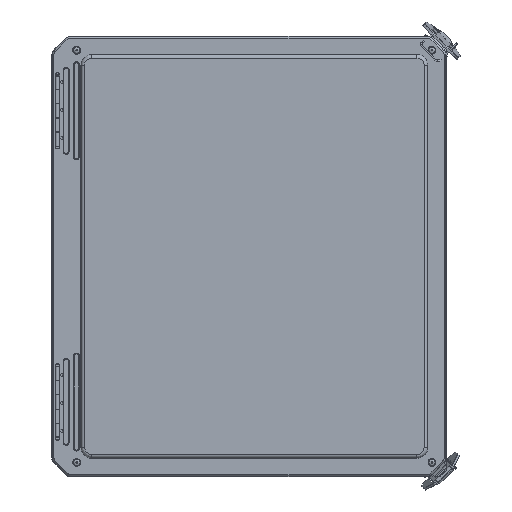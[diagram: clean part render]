
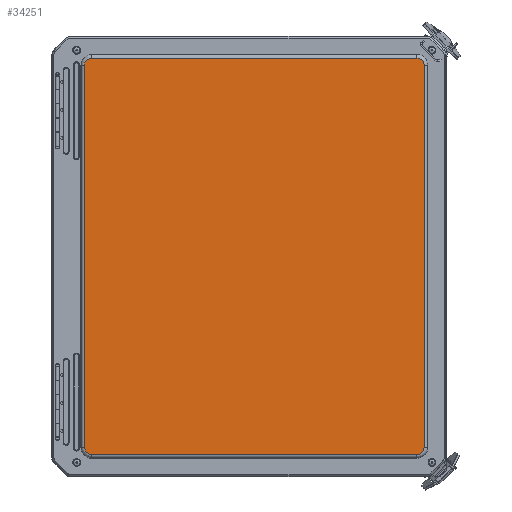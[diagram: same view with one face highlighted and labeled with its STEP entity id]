
A CAD part, top view. The second image highlights one B-rep face of the part: STEP entity #34251.
In plain terms, the highlighted face is planar.
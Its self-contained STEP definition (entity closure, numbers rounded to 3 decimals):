
#1330=ELLIPSE('',#38187,0.25,0.25);
#1333=ELLIPSE('',#38191,0.25,0.25);
#1334=ELLIPSE('',#38197,0.25,0.25);
#1337=ELLIPSE('',#38201,0.25,0.25);
#4647=LINE('',#78330,#7110);
#4649=LINE('',#78483,#7112);
#4652=LINE('',#78490,#7115);
#4654=LINE('',#78638,#7117);
#7110=VECTOR('',#47774,11.433);
#7112=VECTOR('',#47794,13.433);
#7115=VECTOR('',#47801,13.433);
#7117=VECTOR('',#47817,11.433);
#8043=PLANE('',#38207);
#10144=FACE_OUTER_BOUND('',#12358,.T.);
#12358=EDGE_LOOP('',(#30976,#30977,#30978,#30979,#30980,#30981,#30982,#30983));
#16774=VERTEX_POINT('',#78327);
#16775=VERTEX_POINT('',#78329);
#16778=VERTEX_POINT('',#78407);
#16779=VERTEX_POINT('',#78474);
#16782=VERTEX_POINT('',#78481);
#16783=VERTEX_POINT('',#78486);
#16786=VERTEX_POINT('',#78555);
#16787=VERTEX_POINT('',#78631);
#21563=EDGE_CURVE('',#16774,#16775,#4647,.T.);
#21567=EDGE_CURVE('',#16778,#16774,#1330,.T.);
#21571=EDGE_CURVE('',#16775,#16779,#1333,.T.);
#21573=EDGE_CURVE('',#16782,#16778,#4649,.T.);
#21577=EDGE_CURVE('',#16779,#16783,#4652,.T.);
#21579=EDGE_CURVE('',#16786,#16782,#1334,.T.);
#21583=EDGE_CURVE('',#16783,#16787,#1337,.T.);
#21585=EDGE_CURVE('',#16787,#16786,#4654,.T.);
#30976=ORIENTED_EDGE('',*,*,#21563,.F.);
#30977=ORIENTED_EDGE('',*,*,#21567,.F.);
#30978=ORIENTED_EDGE('',*,*,#21573,.F.);
#30979=ORIENTED_EDGE('',*,*,#21579,.F.);
#30980=ORIENTED_EDGE('',*,*,#21585,.F.);
#30981=ORIENTED_EDGE('',*,*,#21583,.F.);
#30982=ORIENTED_EDGE('',*,*,#21577,.F.);
#30983=ORIENTED_EDGE('',*,*,#21571,.F.);
#34251=ADVANCED_FACE('',(#10144),#8043,.F.);
#38187=AXIS2_PLACEMENT_3D('',#78409,#47780,#47781);
#38191=AXIS2_PLACEMENT_3D('',#78478,#47788,#47789);
#38197=AXIS2_PLACEMENT_3D('',#78557,#47804,#47805);
#38201=AXIS2_PLACEMENT_3D('',#78635,#47812,#47813);
#38207=AXIS2_PLACEMENT_3D('',#78648,#47831,#47832);
#47774=DIRECTION('',(1.,0.,0.));
#47780=DIRECTION('center_axis',(0.,0.,1.));
#47781=DIRECTION('ref_axis',(-0.707,-0.707,0.));
#47788=DIRECTION('center_axis',(0.,0.,1.));
#47789=DIRECTION('ref_axis',(0.707,-0.707,0.));
#47794=DIRECTION('',(0.,-1.,0.));
#47801=DIRECTION('',(0.,1.,0.));
#47804=DIRECTION('center_axis',(0.,0.,1.));
#47805=DIRECTION('ref_axis',(-0.707,0.707,0.));
#47812=DIRECTION('center_axis',(0.,0.,1.));
#47813=DIRECTION('ref_axis',(0.707,0.707,0.));
#47817=DIRECTION('',(-1.,0.,0.));
#47831=DIRECTION('center_axis',(0.,0.,1.));
#47832=DIRECTION('ref_axis',(1.,0.,0.));
#78327=CARTESIAN_POINT('',(-5.529,-6.966,0.));
#78329=CARTESIAN_POINT('',(5.904,-6.966,0.));
#78330=CARTESIAN_POINT('',(-5.529,-6.966,0.));
#78407=CARTESIAN_POINT('',(-5.779,-6.716,0.));
#78409=CARTESIAN_POINT('Origin',(-5.529,-6.716,0.));
#78474=CARTESIAN_POINT('',(6.154,-6.716,0.));
#78478=CARTESIAN_POINT('Origin',(5.904,-6.716,0.));
#78481=CARTESIAN_POINT('',(-5.779,6.716,0.));
#78483=CARTESIAN_POINT('',(-5.779,6.716,0.));
#78486=CARTESIAN_POINT('',(6.154,6.716,0.));
#78490=CARTESIAN_POINT('',(6.154,-6.716,0.));
#78555=CARTESIAN_POINT('',(-5.529,6.966,0.));
#78557=CARTESIAN_POINT('Origin',(-5.529,6.716,0.));
#78631=CARTESIAN_POINT('',(5.904,6.966,0.));
#78635=CARTESIAN_POINT('Origin',(5.904,6.716,0.));
#78638=CARTESIAN_POINT('',(5.904,6.966,0.));
#78648=CARTESIAN_POINT('Origin',(0.188,0.,0.));
